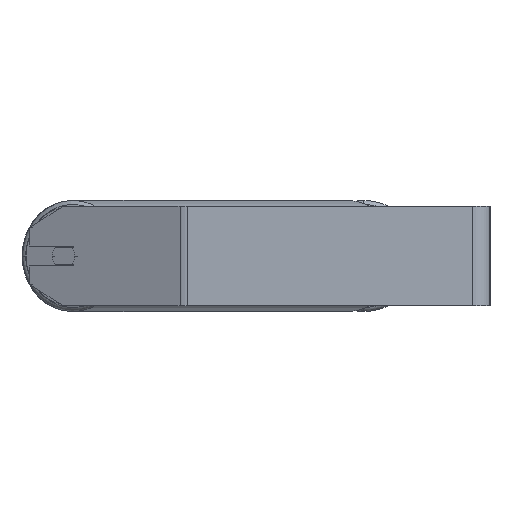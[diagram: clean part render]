
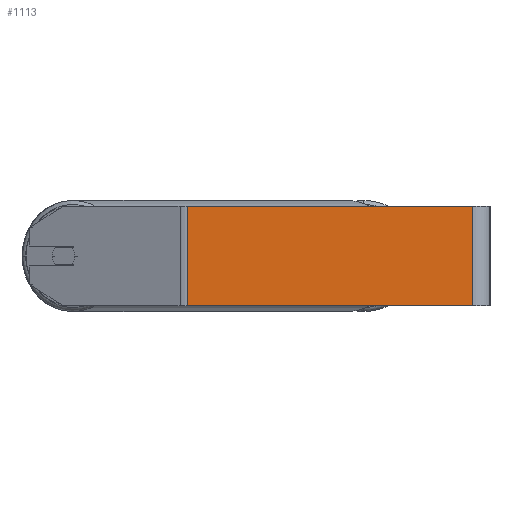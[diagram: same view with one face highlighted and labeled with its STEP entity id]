
A CAD part, left-side view. The second image highlights one B-rep face of the part: STEP entity #1113.
In plain terms, the highlighted planar face has unit normal (-1, 0, 0).
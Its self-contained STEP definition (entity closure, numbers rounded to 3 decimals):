
#124 = LINE ( 'NONE', #2830, #2912 ) ;
#1001 = ORIENTED_EDGE ( 'NONE', *, *, #1176, .F. ) ;
#1113 = ADVANCED_FACE ( 'NONE', ( #1691 ), #5683, .F. ) ;
#1176 = EDGE_CURVE ( 'NONE', #6663, #6541, #1328, .T. ) ;
#1212 = DIRECTION ( 'NONE',  ( 0., 0., -1. ) ) ;
#1328 = LINE ( 'NONE', #8072, #5424 ) ;
#1456 = VECTOR ( 'NONE', #3282, 1000. ) ;
#1691 = FACE_OUTER_BOUND ( 'NONE', #2890, .T. ) ;
#1758 = CARTESIAN_POINT ( 'NONE',  ( -840., 242.334, -40. ) ) ;
#1954 = VERTEX_POINT ( 'NONE', #5856 ) ;
#2203 = EDGE_CURVE ( 'NONE', #6541, #1954, #7273, .T. ) ;
#2350 = VERTEX_POINT ( 'NONE', #1758 ) ;
#2694 = CARTESIAN_POINT ( 'NONE',  ( -840., 242.334, 40. ) ) ;
#2830 = CARTESIAN_POINT ( 'NONE',  ( -840., 245.438, -40. ) ) ;
#2890 = EDGE_LOOP ( 'NONE', ( #8632, #3831, #1001, #4437 ) ) ;
#2912 = VECTOR ( 'NONE', #3439, 1000. ) ;
#3282 = DIRECTION ( 'NONE',  ( 0., 0., -1. ) ) ;
#3330 = VECTOR ( 'NONE', #1212, 1000. ) ;
#3439 = DIRECTION ( 'NONE',  ( 0., -1., 0. ) ) ;
#3656 = DIRECTION ( 'NONE',  ( 1., 0., 0. ) ) ;
#3831 = ORIENTED_EDGE ( 'NONE', *, *, #2203, .F. ) ;
#3887 = CARTESIAN_POINT ( 'NONE',  ( -840., 242.334, 40. ) ) ;
#3910 = CARTESIAN_POINT ( 'NONE',  ( -840., 14., 40. ) ) ;
#4201 = EDGE_CURVE ( 'NONE', #6663, #2350, #7295, .T. ) ;
#4272 = EDGE_CURVE ( 'NONE', #2350, #1954, #124, .T. ) ;
#4437 = ORIENTED_EDGE ( 'NONE', *, *, #4201, .T. ) ;
#4453 = DIRECTION ( 'NONE',  ( 0., 0., -1. ) ) ;
#5424 = VECTOR ( 'NONE', #6087, 1000. ) ;
#5683 = PLANE ( 'NONE',  #7256 ) ;
#5748 = CARTESIAN_POINT ( 'NONE',  ( -840., 14., 40. ) ) ;
#5816 = CARTESIAN_POINT ( 'NONE',  ( -840., 245.438, 40. ) ) ;
#5856 = CARTESIAN_POINT ( 'NONE',  ( -840., 14., -40. ) ) ;
#6087 = DIRECTION ( 'NONE',  ( 0., -1., 0. ) ) ;
#6541 = VERTEX_POINT ( 'NONE', #5748 ) ;
#6663 = VERTEX_POINT ( 'NONE', #2694 ) ;
#7256 = AXIS2_PLACEMENT_3D ( 'NONE', #5816, #3656, #4453 ) ;
#7273 = LINE ( 'NONE', #3910, #1456 ) ;
#7295 = LINE ( 'NONE', #3887, #3330 ) ;
#8072 = CARTESIAN_POINT ( 'NONE',  ( -840., 245.438, 40. ) ) ;
#8632 = ORIENTED_EDGE ( 'NONE', *, *, #4272, .T. ) ;
